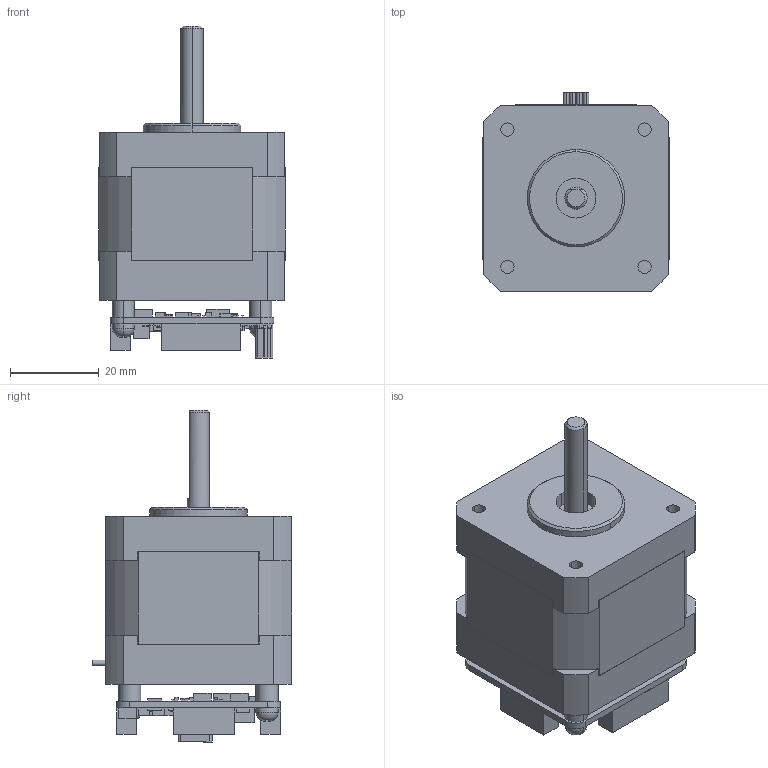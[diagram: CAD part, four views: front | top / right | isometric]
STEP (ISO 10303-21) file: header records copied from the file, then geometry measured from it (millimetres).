
FILE_DESCRIPTION (( 'STEP AP214' ), '1' );
FILE_NAME ('PD42-2-1140.STEP', '2016-10-14T10:44:54', ( 'Pearu Orusalu' ), ( 'Microsoft' ), 'SwSTEP 2.0', 'SolidWorks 2016', '' );
FILE_SCHEMA (( 'AUTOMOTIVE_DESIGN' ));
Length unit declared in the file: millimetre
Products named in the file (3): TMCM-1140_V13; NEMA17-42SH38-1004.001_PD42-2-1141; PD42-2-1140
Assembly tree (2 placements, depth 2):
  PD42-2-1140
    NEMA17-42SH38-1004.001_PD42-2-1141
    TMCM-1140_V13
Bounding box: 42.2 x 45.1 x 75 mm (x, y, z)
Volume: 69889.4 mm3; surface area: 15853 mm2
Topology: 2 solids, 2 shells, 835 faces, 2065 edges, 1372 vertices
Faces by surface type: plane 736, cylinder 87, torus 8, cone 4
Entity records: 32236 total; most frequent: CARTESIAN_POINT 4571, ORIENTED_EDGE 4130, DIRECTION 3875, EDGE_CURVE 2065, VECTOR 1787, LINE 1787, VERTEX_POINT 1372, AXIS2_PLACEMENT_3D 1044
